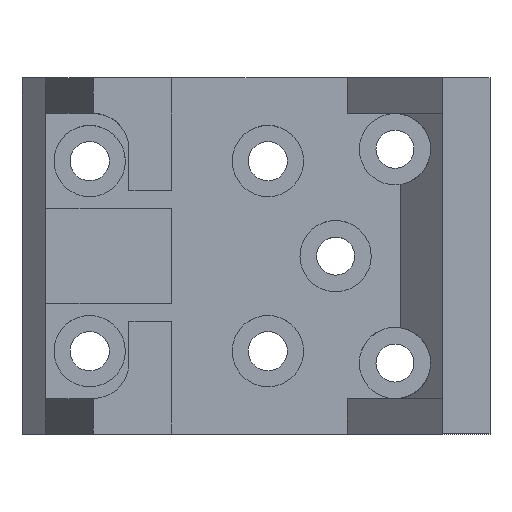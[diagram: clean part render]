
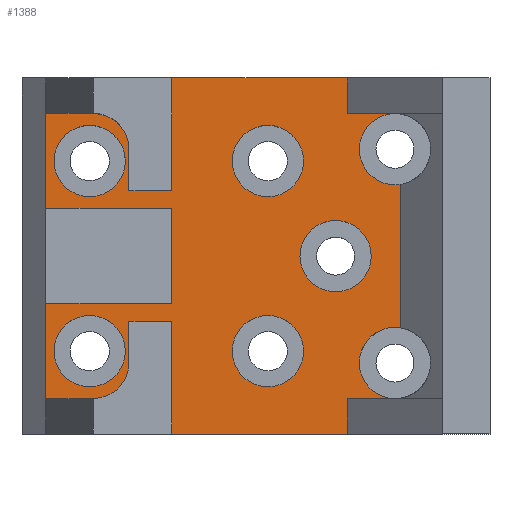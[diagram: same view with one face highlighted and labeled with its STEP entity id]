
A CAD part, top view. The second image highlights one B-rep face of the part: STEP entity #1388.
In plain terms, the highlighted planar face has unit normal (0, 0, 1).
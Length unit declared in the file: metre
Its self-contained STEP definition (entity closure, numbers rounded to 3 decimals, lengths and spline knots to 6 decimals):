
#16=LINE('',#2046,#157);
#17=LINE('',#2050,#158);
#18=LINE('',#2052,#159);
#19=LINE('',#2054,#160);
#20=LINE('',#2056,#161);
#21=LINE('',#2058,#162);
#22=LINE('',#2060,#163);
#23=LINE('',#2064,#164);
#24=LINE('',#2066,#165);
#25=LINE('',#2068,#166);
#26=LINE('',#2070,#167);
#27=LINE('',#2072,#168);
#28=LINE('',#2074,#169);
#29=LINE('',#2076,#170);
#30=LINE('',#2080,#171);
#31=LINE('',#2082,#172);
#32=LINE('',#2084,#173);
#33=LINE('',#2086,#174);
#34=LINE('',#2088,#175);
#35=LINE('',#2090,#176);
#157=VECTOR('',#1649,1.);
#158=VECTOR('',#1652,1.);
#159=VECTOR('',#1653,1.);
#160=VECTOR('',#1654,1.);
#161=VECTOR('',#1655,1.);
#162=VECTOR('',#1656,1.);
#163=VECTOR('',#1657,1.);
#164=VECTOR('',#1660,1.);
#165=VECTOR('',#1661,1.);
#166=VECTOR('',#1662,1.);
#167=VECTOR('',#1663,1.);
#168=VECTOR('',#1664,1.);
#169=VECTOR('',#1665,1.);
#170=VECTOR('',#1666,1.);
#171=VECTOR('',#1669,1.);
#172=VECTOR('',#1670,1.);
#173=VECTOR('',#1671,1.);
#174=VECTOR('',#1672,1.);
#175=VECTOR('',#1673,1.);
#176=VECTOR('',#1674,1.);
#297=PLANE('',#1491);
#367=ORIENTED_EDGE('',*,*,#741,.F.);
#368=ORIENTED_EDGE('',*,*,#742,.F.);
#369=ORIENTED_EDGE('',*,*,#743,.F.);
#370=ORIENTED_EDGE('',*,*,#744,.F.);
#371=ORIENTED_EDGE('',*,*,#745,.F.);
#372=ORIENTED_EDGE('',*,*,#746,.F.);
#373=ORIENTED_EDGE('',*,*,#747,.T.);
#374=ORIENTED_EDGE('',*,*,#748,.F.);
#375=ORIENTED_EDGE('',*,*,#749,.F.);
#376=ORIENTED_EDGE('',*,*,#750,.F.);
#377=ORIENTED_EDGE('',*,*,#751,.T.);
#378=ORIENTED_EDGE('',*,*,#752,.T.);
#379=ORIENTED_EDGE('',*,*,#753,.T.);
#380=ORIENTED_EDGE('',*,*,#754,.F.);
#381=ORIENTED_EDGE('',*,*,#755,.T.);
#382=ORIENTED_EDGE('',*,*,#756,.T.);
#383=ORIENTED_EDGE('',*,*,#757,.T.);
#384=ORIENTED_EDGE('',*,*,#758,.T.);
#385=ORIENTED_EDGE('',*,*,#759,.T.);
#386=ORIENTED_EDGE('',*,*,#760,.T.);
#387=ORIENTED_EDGE('',*,*,#761,.T.);
#388=ORIENTED_EDGE('',*,*,#762,.T.);
#389=ORIENTED_EDGE('',*,*,#763,.T.);
#390=ORIENTED_EDGE('',*,*,#764,.F.);
#391=ORIENTED_EDGE('',*,*,#765,.T.);
#392=ORIENTED_EDGE('',*,*,#766,.T.);
#393=ORIENTED_EDGE('',*,*,#767,.T.);
#394=ORIENTED_EDGE('',*,*,#768,.F.);
#395=ORIENTED_EDGE('',*,*,#769,.F.);
#741=EDGE_CURVE('',#928,#928,#1060,.T.);
#742=EDGE_CURVE('',#929,#929,#1061,.T.);
#743=EDGE_CURVE('',#930,#930,#1062,.T.);
#744=EDGE_CURVE('',#931,#931,#1063,.T.);
#745=EDGE_CURVE('',#932,#932,#1064,.T.);
#746=EDGE_CURVE('',#933,#926,#1065,.T.);
#747=EDGE_CURVE('',#933,#934,#16,.T.);
#748=EDGE_CURVE('',#935,#934,#1066,.T.);
#749=EDGE_CURVE('',#936,#935,#17,.T.);
#750=EDGE_CURVE('',#937,#936,#18,.T.);
#751=EDGE_CURVE('',#937,#938,#19,.T.);
#752=EDGE_CURVE('',#938,#939,#20,.T.);
#753=EDGE_CURVE('',#939,#940,#21,.T.);
#754=EDGE_CURVE('',#941,#940,#22,.T.);
#755=EDGE_CURVE('',#941,#942,#1067,.T.);
#756=EDGE_CURVE('',#942,#943,#23,.T.);
#757=EDGE_CURVE('',#943,#944,#24,.T.);
#758=EDGE_CURVE('',#944,#945,#25,.T.);
#759=EDGE_CURVE('',#945,#946,#26,.T.);
#760=EDGE_CURVE('',#946,#947,#27,.T.);
#761=EDGE_CURVE('',#947,#948,#28,.T.);
#762=EDGE_CURVE('',#948,#949,#29,.T.);
#763=EDGE_CURVE('',#949,#950,#1068,.T.);
#764=EDGE_CURVE('',#951,#950,#30,.T.);
#765=EDGE_CURVE('',#951,#952,#31,.T.);
#766=EDGE_CURVE('',#952,#953,#32,.T.);
#767=EDGE_CURVE('',#953,#954,#33,.T.);
#768=EDGE_CURVE('',#955,#954,#34,.T.);
#769=EDGE_CURVE('',#926,#955,#35,.T.);
#926=VERTEX_POINT('',#2029);
#928=VERTEX_POINT('',#2035);
#929=VERTEX_POINT('',#2037);
#930=VERTEX_POINT('',#2039);
#931=VERTEX_POINT('',#2041);
#932=VERTEX_POINT('',#2043);
#933=VERTEX_POINT('',#2045);
#934=VERTEX_POINT('',#2047);
#935=VERTEX_POINT('',#2049);
#936=VERTEX_POINT('',#2051);
#937=VERTEX_POINT('',#2053);
#938=VERTEX_POINT('',#2055);
#939=VERTEX_POINT('',#2057);
#940=VERTEX_POINT('',#2059);
#941=VERTEX_POINT('',#2061);
#942=VERTEX_POINT('',#2063);
#943=VERTEX_POINT('',#2065);
#944=VERTEX_POINT('',#2067);
#945=VERTEX_POINT('',#2069);
#946=VERTEX_POINT('',#2071);
#947=VERTEX_POINT('',#2073);
#948=VERTEX_POINT('',#2075);
#949=VERTEX_POINT('',#2077);
#950=VERTEX_POINT('',#2079);
#951=VERTEX_POINT('',#2081);
#952=VERTEX_POINT('',#2083);
#953=VERTEX_POINT('',#2085);
#954=VERTEX_POINT('',#2087);
#955=VERTEX_POINT('',#2089);
#1060=CIRCLE('',#1492,0.003);
#1061=CIRCLE('',#1493,0.003);
#1062=CIRCLE('',#1494,0.003);
#1063=CIRCLE('',#1495,0.003);
#1064=CIRCLE('',#1496,0.003);
#1065=CIRCLE('',#1497,0.003);
#1066=CIRCLE('',#1498,0.003);
#1067=CIRCLE('',#1499,0.003);
#1068=CIRCLE('',#1500,0.003);
#1104=EDGE_LOOP('',(#367));
#1105=EDGE_LOOP('',(#368));
#1106=EDGE_LOOP('',(#369));
#1107=EDGE_LOOP('',(#370));
#1108=EDGE_LOOP('',(#371));
#1109=EDGE_LOOP('',(#372,#373,#374,#375,#376,#377,#378,#379,#380,#381,#382,
#383,#384,#385,#386,#387,#388,#389,#390,#391,#392,#393,#394,#395));
#1237=FACE_BOUND('',#1104,.T.);
#1238=FACE_BOUND('',#1105,.T.);
#1239=FACE_BOUND('',#1106,.T.);
#1240=FACE_BOUND('',#1107,.T.);
#1241=FACE_BOUND('',#1108,.T.);
#1242=FACE_BOUND('',#1109,.T.);
#1388=ADVANCED_FACE('',(#1237,#1238,#1239,#1240,#1241,#1242),#297,.T.);
#1491=AXIS2_PLACEMENT_3D('',#2033,#1635,#1636);
#1492=AXIS2_PLACEMENT_3D('',#2034,#1637,#1638);
#1493=AXIS2_PLACEMENT_3D('',#2036,#1639,#1640);
#1494=AXIS2_PLACEMENT_3D('',#2038,#1641,#1642);
#1495=AXIS2_PLACEMENT_3D('',#2040,#1643,#1644);
#1496=AXIS2_PLACEMENT_3D('',#2042,#1645,#1646);
#1497=AXIS2_PLACEMENT_3D('',#2044,#1647,#1648);
#1498=AXIS2_PLACEMENT_3D('',#2048,#1650,#1651);
#1499=AXIS2_PLACEMENT_3D('',#2062,#1658,#1659);
#1500=AXIS2_PLACEMENT_3D('',#2078,#1667,#1668);
#1635=DIRECTION('',(0.,0.,1.));
#1636=DIRECTION('',(0.,-1.,0.));
#1637=DIRECTION('',(0.,0.,1.));
#1638=DIRECTION('',(0.,-1.,0.));
#1639=DIRECTION('',(0.,0.,1.));
#1640=DIRECTION('',(0.,-1.,0.));
#1641=DIRECTION('',(0.,0.,1.));
#1642=DIRECTION('',(0.,-1.,0.));
#1643=DIRECTION('',(0.,0.,1.));
#1644=DIRECTION('',(0.,-1.,0.));
#1645=DIRECTION('',(0.,0.,1.));
#1646=DIRECTION('',(0.,-1.,0.));
#1647=DIRECTION('',(0.,0.,1.));
#1648=DIRECTION('',(0.,-1.,0.));
#1649=DIRECTION('',(0.,1.,0.));
#1650=DIRECTION('',(0.,0.,1.));
#1651=DIRECTION('',(0.,-1.,0.));
#1652=DIRECTION('',(1.,0.,0.));
#1653=DIRECTION('',(0.,-1.,0.));
#1654=DIRECTION('',(-1.,0.,0.));
#1655=DIRECTION('',(0.,-1.,0.));
#1656=DIRECTION('',(-1.,0.,0.));
#1657=DIRECTION('',(0.,-1.,0.));
#1658=DIRECTION('',(0.,0.,1.));
#1659=DIRECTION('',(0.,-1.,0.));
#1660=DIRECTION('',(-1.,0.,0.));
#1661=DIRECTION('',(0.,-1.,0.));
#1662=DIRECTION('',(1.,0.,0.));
#1663=DIRECTION('',(0.,-1.,0.));
#1664=DIRECTION('',(-1.,0.,0.));
#1665=DIRECTION('',(0.,-1.,0.));
#1666=DIRECTION('',(1.,0.,0.));
#1667=DIRECTION('',(0.,0.,1.));
#1668=DIRECTION('',(0.,-1.,0.));
#1669=DIRECTION('',(0.,-1.,0.));
#1670=DIRECTION('',(1.,0.,0.));
#1671=DIRECTION('',(0.,-1.,0.));
#1672=DIRECTION('',(1.,0.,0.));
#1673=DIRECTION('',(0.,-1.,0.));
#1674=DIRECTION('',(-1.,0.,0.));
#2029=CARTESIAN_POINT('',(0.096455,-0.082364,0.004));
#2033=CARTESIAN_POINT('',(0.,0.,0.004));
#2034=CARTESIAN_POINT('',(0.085755,-0.062364,0.004));
#2035=CARTESIAN_POINT('',(0.085755,-0.065364,0.004));
#2036=CARTESIAN_POINT('',(0.085755,-0.078364,0.004));
#2037=CARTESIAN_POINT('',(0.085755,-0.081364,0.004));
#2038=CARTESIAN_POINT('',(0.070755,-0.078364,0.004));
#2039=CARTESIAN_POINT('',(0.070755,-0.081364,0.004));
#2040=CARTESIAN_POINT('',(0.070755,-0.062364,0.004));
#2041=CARTESIAN_POINT('',(0.070755,-0.065364,0.004));
#2042=CARTESIAN_POINT('',(0.091455,-0.070364,0.004));
#2043=CARTESIAN_POINT('',(0.091455,-0.073364,0.004));
#2044=CARTESIAN_POINT('',(0.096455,-0.079364,0.004));
#2045=CARTESIAN_POINT('',(0.096955,-0.076406,0.004));
#2046=CARTESIAN_POINT('',(0.096955,0.,0.004));
#2047=CARTESIAN_POINT('',(0.096955,-0.064323,0.004));
#2048=CARTESIAN_POINT('',(0.096455,-0.061364,0.004));
#2049=CARTESIAN_POINT('',(0.096455,-0.058364,0.004));
#2050=CARTESIAN_POINT('',(0.100455,-0.058364,0.004));
#2051=CARTESIAN_POINT('',(0.092455,-0.058364,0.004));
#2052=CARTESIAN_POINT('',(0.092455,-0.055364,0.004));
#2053=CARTESIAN_POINT('',(0.092455,-0.055364,0.004));
#2054=CARTESIAN_POINT('',(0.067255,-0.055364,0.004));
#2055=CARTESIAN_POINT('',(0.077655,-0.055364,0.004));
#2056=CARTESIAN_POINT('',(0.077655,-0.055364,0.004));
#2057=CARTESIAN_POINT('',(0.077655,-0.064864,0.004));
#2058=CARTESIAN_POINT('',(0.074055,-0.064864,0.004));
#2059=CARTESIAN_POINT('',(0.074055,-0.064864,0.004));
#2060=CARTESIAN_POINT('',(0.074055,-0.055364,0.004));
#2061=CARTESIAN_POINT('',(0.074055,-0.061364,0.004));
#2062=CARTESIAN_POINT('',(0.071055,-0.061364,0.004));
#2063=CARTESIAN_POINT('',(0.071055,-0.058364,0.004));
#2064=CARTESIAN_POINT('',(0.074055,-0.058364,0.004));
#2065=CARTESIAN_POINT('',(0.067055,-0.058364,0.004));
#2066=CARTESIAN_POINT('',(0.067055,0.,0.004));
#2067=CARTESIAN_POINT('',(0.067055,-0.066364,0.004));
#2068=CARTESIAN_POINT('',(0.074055,-0.066364,0.004));
#2069=CARTESIAN_POINT('',(0.077655,-0.066364,0.004));
#2070=CARTESIAN_POINT('',(0.077655,-0.055364,0.004));
#2071=CARTESIAN_POINT('',(0.077655,-0.074364,0.004));
#2072=CARTESIAN_POINT('',(0.074055,-0.074364,0.004));
#2073=CARTESIAN_POINT('',(0.067055,-0.074364,0.004));
#2074=CARTESIAN_POINT('',(0.067055,0.,0.004));
#2075=CARTESIAN_POINT('',(0.067055,-0.082364,0.004));
#2076=CARTESIAN_POINT('',(0.074055,-0.082364,0.004));
#2077=CARTESIAN_POINT('',(0.071055,-0.082364,0.004));
#2078=CARTESIAN_POINT('',(0.071055,-0.079364,0.004));
#2079=CARTESIAN_POINT('',(0.074055,-0.079364,0.004));
#2080=CARTESIAN_POINT('',(0.074055,-0.055364,0.004));
#2081=CARTESIAN_POINT('',(0.074055,-0.075864,0.004));
#2082=CARTESIAN_POINT('',(0.074055,-0.075864,0.004));
#2083=CARTESIAN_POINT('',(0.077655,-0.075864,0.004));
#2084=CARTESIAN_POINT('',(0.077655,-0.055364,0.004));
#2085=CARTESIAN_POINT('',(0.077655,-0.085364,0.004));
#2086=CARTESIAN_POINT('',(0.067255,-0.085364,0.004));
#2087=CARTESIAN_POINT('',(0.092455,-0.085364,0.004));
#2088=CARTESIAN_POINT('',(0.092455,-0.085364,0.004));
#2089=CARTESIAN_POINT('',(0.092455,-0.082364,0.004));
#2090=CARTESIAN_POINT('',(0.100455,-0.082364,0.004));
